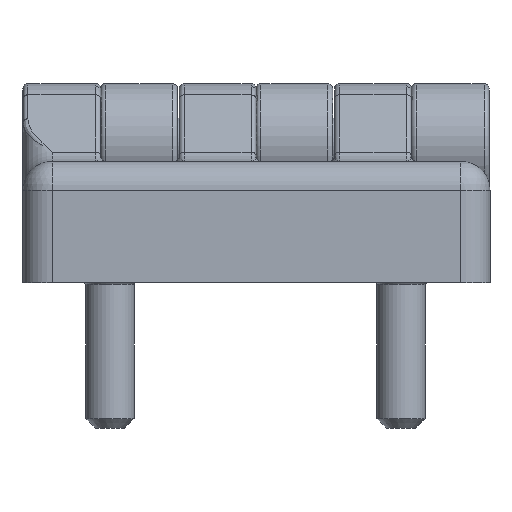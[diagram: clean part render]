
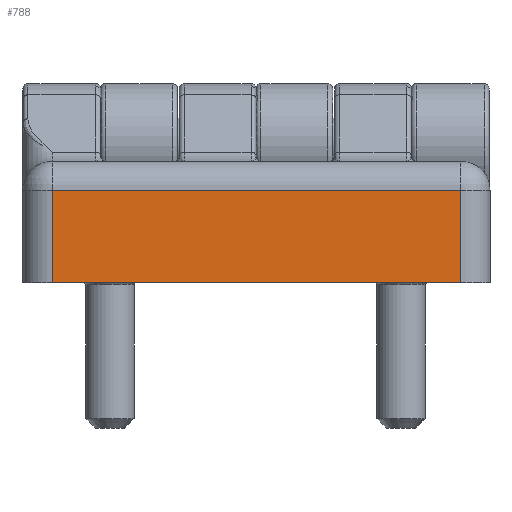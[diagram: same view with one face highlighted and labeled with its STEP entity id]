
A CAD part, front view. The second image highlights one B-rep face of the part: STEP entity #788.
In plain terms, the highlighted planar face has unit normal (0, -1, 0).
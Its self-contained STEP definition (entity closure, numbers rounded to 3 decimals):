
#788 = ADVANCED_FACE( '', ( #1681 ), #1682, .T. );
#1681 = FACE_OUTER_BOUND( '', #4384, .T. );
#1682 = PLANE( '', #4385 );
#4384 = EDGE_LOOP( '', ( #6885, #6886, #6887, #6888 ) );
#4385 = AXIS2_PLACEMENT_3D( '', #6889, #6890, #6891 );
#6885 = ORIENTED_EDGE( '', *, *, #8395, .T. );
#6886 = ORIENTED_EDGE( '', *, *, #7757, .T. );
#6887 = ORIENTED_EDGE( '', *, *, #8219, .T. );
#6888 = ORIENTED_EDGE( '', *, *, #8372, .F. );
#6889 = CARTESIAN_POINT( '', ( 24.05, -8.5, 12.5 ) );
#6890 = DIRECTION( '', ( 0., -1., 0. ) );
#6891 = DIRECTION( '', ( 0., 0., -1. ) );
#7757 = EDGE_CURVE( '', #8911, #8909, #8912, .T. );
#8219 = EDGE_CURVE( '', #8909, #9588, #9589, .T. );
#8372 = EDGE_CURVE( '', #9786, #9588, #9788, .T. );
#8395 = EDGE_CURVE( '', #9786, #8911, #9815, .F. );
#8909 = VERTEX_POINT( '', #10968 );
#8911 = VERTEX_POINT( '', #10970 );
#8912 = LINE( '', #10971, #10972 );
#9588 = VERTEX_POINT( '', #12250 );
#9589 = LINE( '', #12251, #12252 );
#9786 = VERTEX_POINT( '', #12718 );
#9788 = LINE( '', #12720, #12721 );
#9815 = LINE( '', #12790, #12791 );
#10968 = CARTESIAN_POINT( '', ( -21.05, -8.5, 9.5 ) );
#10970 = CARTESIAN_POINT( '', ( 21.05, -8.5, 9.5 ) );
#10971 = CARTESIAN_POINT( '', ( -21.05, -8.5, 9.5 ) );
#10972 = VECTOR( '', #13429, 1000. );
#12250 = CARTESIAN_POINT( '', ( -21.05, -8.5, 0. ) );
#12251 = CARTESIAN_POINT( '', ( -21.05, -8.5, 12.5 ) );
#12252 = VECTOR( '', #14107, 1000. );
#12718 = CARTESIAN_POINT( '', ( 21.05, -8.5, 0. ) );
#12720 = CARTESIAN_POINT( '', ( 24.05, -8.5, 0. ) );
#12721 = VECTOR( '', #14300, 1000. );
#12790 = CARTESIAN_POINT( '', ( 21.05, -8.5, 12.5 ) );
#12791 = VECTOR( '', #14325, 1000. );
#13429 = DIRECTION( '', ( -1., 0., 0. ) );
#14107 = DIRECTION( '', ( 0., 0., -1. ) );
#14300 = DIRECTION( '', ( -1., 0., 0. ) );
#14325 = DIRECTION( '', ( 0., 0., -1. ) );
